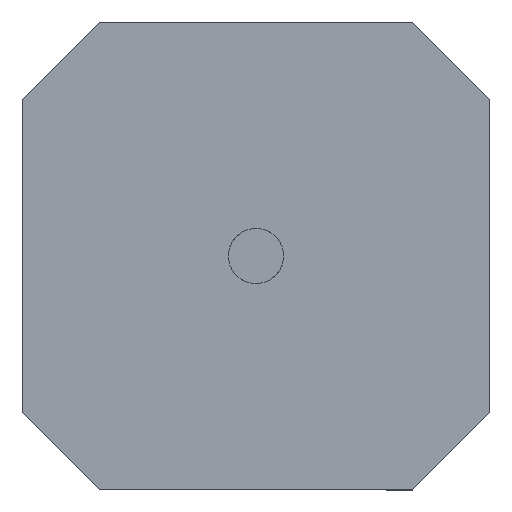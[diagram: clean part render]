
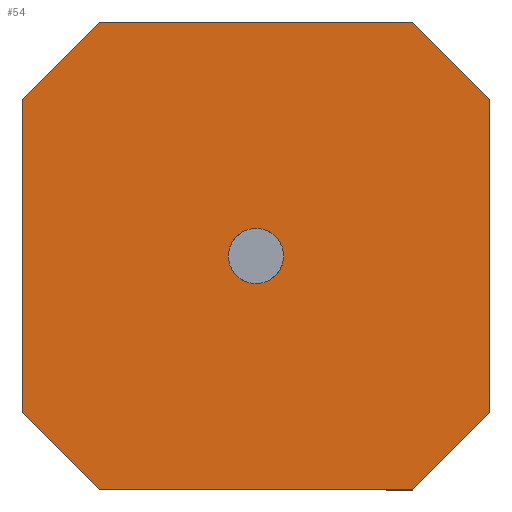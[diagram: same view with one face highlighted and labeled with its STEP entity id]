
A CAD part, left-side view. The second image highlights one B-rep face of the part: STEP entity #54.
In plain terms, the highlighted face is planar.
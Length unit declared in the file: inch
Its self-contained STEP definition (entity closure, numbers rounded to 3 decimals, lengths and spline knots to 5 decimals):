
#30=FACE_BOUND('',#131,.T.);
#54=ADVANCED_FACE('',(#89,#30),#499,.T.);
#89=FACE_OUTER_BOUND('',#130,.T.);
#130=EDGE_LOOP('',(#241,#242,#243,#244,#245,#246,#247,#248));
#131=EDGE_LOOP('',(#249,#250));
#241=ORIENTED_EDGE('',*,*,#302,.F.);
#242=ORIENTED_EDGE('',*,*,#308,.F.);
#243=ORIENTED_EDGE('',*,*,#310,.F.);
#244=ORIENTED_EDGE('',*,*,#313,.F.);
#245=ORIENTED_EDGE('',*,*,#315,.F.);
#246=ORIENTED_EDGE('',*,*,#318,.F.);
#247=ORIENTED_EDGE('',*,*,#353,.F.);
#248=ORIENTED_EDGE('',*,*,#298,.F.);
#249=ORIENTED_EDGE('',*,*,#294,.F.);
#250=ORIENTED_EDGE('',*,*,#293,.F.);
#293=EDGE_CURVE('',#441,#442,#413,.T.);
#294=EDGE_CURVE('',#442,#441,#414,.T.);
#298=EDGE_CURVE('',#445,#446,#368,.T.);
#302=EDGE_CURVE('',#448,#445,#372,.T.);
#308=EDGE_CURVE('',#464,#448,#378,.T.);
#310=EDGE_CURVE('',#465,#464,#380,.T.);
#313=EDGE_CURVE('',#466,#465,#383,.T.);
#315=EDGE_CURVE('',#467,#466,#385,.T.);
#318=EDGE_CURVE('',#468,#467,#388,.T.);
#353=EDGE_CURVE('',#446,#468,#399,.T.);
#368=B_SPLINE_CURVE_WITH_KNOTS('',1,(#881,#882),.UNSPECIFIED.,.F.,.F.,(2,
2),(0.,0.38974),.UNSPECIFIED.);
#372=B_SPLINE_CURVE_WITH_KNOTS('',1,(#889,#890),.UNSPECIFIED.,.F.,.F.,(2,
2),(-1.11882,0.),.UNSPECIFIED.);
#378=B_SPLINE_CURVE_WITH_KNOTS('',1,(#901,#902),.UNSPECIFIED.,.F.,.F.,(2,
2),(0.,0.38974),.UNSPECIFIED.);
#380=B_SPLINE_CURVE_WITH_KNOTS('',1,(#905,#906),.UNSPECIFIED.,.F.,.F.,(2,
2),(-1.11882,0.),.UNSPECIFIED.);
#383=B_SPLINE_CURVE_WITH_KNOTS('',1,(#911,#912),.UNSPECIFIED.,.F.,.F.,(2,
2),(0.,0.38974),.UNSPECIFIED.);
#385=B_SPLINE_CURVE_WITH_KNOTS('',1,(#915,#916),.UNSPECIFIED.,.F.,.F.,(2,
2),(-1.11882,0.),.UNSPECIFIED.);
#388=B_SPLINE_CURVE_WITH_KNOTS('',1,(#921,#922),.UNSPECIFIED.,.F.,.F.,(2,
2),(0.,0.38974),.UNSPECIFIED.);
#399=B_SPLINE_CURVE_WITH_KNOTS('',1,(#1063,#1064),.UNSPECIFIED.,.F.,.F.,
(2,2),(-1.11882,0.),.UNSPECIFIED.);
#413=(
BOUNDED_CURVE()
B_SPLINE_CURVE(2,(#865,#866,#867,#868,#869),.UNSPECIFIED.,.F.,.F.)
B_SPLINE_CURVE_WITH_KNOTS((3,2,3),(-0.61842,-0.46382,
-0.30921),.UNSPECIFIED.)
CURVE()
GEOMETRIC_REPRESENTATION_ITEM()
RATIONAL_B_SPLINE_CURVE((1.,0.707,1.,0.707,1.))
REPRESENTATION_ITEM('')
);
#414=(
BOUNDED_CURVE()
B_SPLINE_CURVE(2,(#870,#871,#872,#873,#874),.UNSPECIFIED.,.F.,.F.)
B_SPLINE_CURVE_WITH_KNOTS((3,2,3),(-0.30921,-0.15461,
0.),.UNSPECIFIED.)
CURVE()
GEOMETRIC_REPRESENTATION_ITEM()
RATIONAL_B_SPLINE_CURVE((1.,0.707,1.,0.707,1.))
REPRESENTATION_ITEM('')
);
#441=VERTEX_POINT('',#809);
#442=VERTEX_POINT('',#810);
#445=VERTEX_POINT('',#813);
#446=VERTEX_POINT('',#814);
#448=VERTEX_POINT('',#816);
#464=VERTEX_POINT('',#832);
#465=VERTEX_POINT('',#833);
#466=VERTEX_POINT('',#834);
#467=VERTEX_POINT('',#835);
#468=VERTEX_POINT('',#836);
#499=PLANE('',#557);
#557=AXIS2_PLACEMENT_3D('',#696,#572,$);
#572=DIRECTION('',(1.,0.,0.));
#696=CARTESIAN_POINT('',(0.,-0.17172,1.84172));
#809=CARTESIAN_POINT('',(0.,0.73657,0.835));
#810=CARTESIAN_POINT('',(0.,0.93343,0.835));
#813=CARTESIAN_POINT('',(0.,1.39441,1.67));
#814=CARTESIAN_POINT('',(0.,1.67,1.39441));
#816=CARTESIAN_POINT('',(0.,0.27559,1.67));
#832=CARTESIAN_POINT('',(0.,0.,1.39441));
#833=CARTESIAN_POINT('',(0.,0.,0.27559));
#834=CARTESIAN_POINT('',(0.,0.27559,0.));
#835=CARTESIAN_POINT('',(0.,1.39441,0.));
#836=CARTESIAN_POINT('',(0.,1.67,0.27559));
#865=CARTESIAN_POINT('',(0.,0.73657,0.835));
#866=CARTESIAN_POINT('',(0.,0.73657,0.73657));
#867=CARTESIAN_POINT('',(0.,0.835,0.73657));
#868=CARTESIAN_POINT('',(0.,0.93343,0.73657));
#869=CARTESIAN_POINT('',(0.,0.93343,0.835));
#870=CARTESIAN_POINT('',(0.,0.93343,0.835));
#871=CARTESIAN_POINT('',(0.,0.93343,0.93343));
#872=CARTESIAN_POINT('',(0.,0.835,0.93343));
#873=CARTESIAN_POINT('',(0.,0.73657,0.93343));
#874=CARTESIAN_POINT('',(0.,0.73657,0.835));
#881=CARTESIAN_POINT('',(0.,1.39441,1.67));
#882=CARTESIAN_POINT('',(0.,1.67,1.39441));
#889=CARTESIAN_POINT('',(0.,0.27559,1.67));
#890=CARTESIAN_POINT('',(0.,1.39441,1.67));
#901=CARTESIAN_POINT('',(0.,0.,1.39441));
#902=CARTESIAN_POINT('',(0.,0.27559,1.67));
#905=CARTESIAN_POINT('',(0.,0.,0.27559));
#906=CARTESIAN_POINT('',(0.,0.,1.39441));
#911=CARTESIAN_POINT('',(0.,0.27559,0.));
#912=CARTESIAN_POINT('',(0.,0.,0.27559));
#915=CARTESIAN_POINT('',(0.,1.39441,0.));
#916=CARTESIAN_POINT('',(0.,0.27559,0.));
#921=CARTESIAN_POINT('',(0.,1.67,0.27559));
#922=CARTESIAN_POINT('',(0.,1.39441,0.));
#1063=CARTESIAN_POINT('',(0.,1.67,1.39441));
#1064=CARTESIAN_POINT('',(0.,1.67,0.27559));
